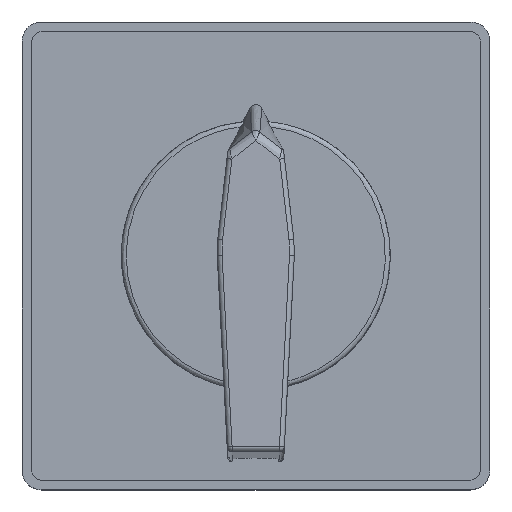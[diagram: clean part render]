
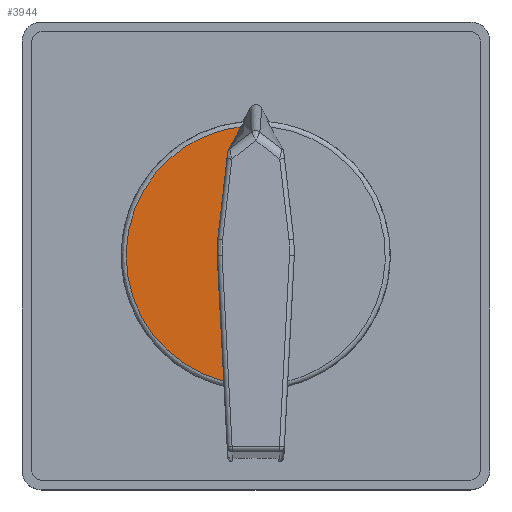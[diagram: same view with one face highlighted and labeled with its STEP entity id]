
A CAD part, top view. The second image highlights one B-rep face of the part: STEP entity #3944.
In plain terms, the highlighted planar face has unit normal (0, 0, 1).
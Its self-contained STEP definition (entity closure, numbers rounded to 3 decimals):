
#3602=CARTESIAN_POINT('',(22.883,13.512,106.841));
#3603=VERTEX_POINT('',#3602);
#3653=CARTESIAN_POINT('',(24.668,39.615,106.841));
#3654=VERTEX_POINT('',#3653);
#3655=CARTESIAN_POINT('',(22.883,13.512,106.841));
#3656=CARTESIAN_POINT('',(22.358,13.645,106.841));
#3657=CARTESIAN_POINT('',(21.813,13.818,106.841));
#3658=CARTESIAN_POINT('',(21.255,14.04,106.841));
#3659=CARTESIAN_POINT('',(20.698,14.262,106.841));
#3660=CARTESIAN_POINT('',(20.127,14.532,106.841));
#3661=CARTESIAN_POINT('',(19.554,14.861,106.841));
#3662=CARTESIAN_POINT('',(18.98,15.189,106.841));
#3663=CARTESIAN_POINT('',(18.404,15.577,106.841));
#3664=CARTESIAN_POINT('',(17.84,16.03,106.841));
#3665=CARTESIAN_POINT('',(17.276,16.483,106.841));
#3666=CARTESIAN_POINT('',(16.724,17.002,106.841));
#3667=CARTESIAN_POINT('',(16.204,17.589,106.841));
#3668=CARTESIAN_POINT('',(15.685,18.176,106.841));
#3669=CARTESIAN_POINT('',(15.198,18.832,106.841));
#3670=CARTESIAN_POINT('',(14.766,19.551,106.841));
#3671=CARTESIAN_POINT('',(14.334,20.271,106.841));
#3672=CARTESIAN_POINT('',(13.957,21.053,106.841));
#3673=CARTESIAN_POINT('',(13.658,21.884,106.841));
#3674=CARTESIAN_POINT('',(13.358,22.715,106.841));
#3675=CARTESIAN_POINT('',(13.135,23.594,106.841));
#3676=CARTESIAN_POINT('',(13.004,24.497,106.841));
#3677=CARTESIAN_POINT('',(12.874,25.401,106.841));
#3678=CARTESIAN_POINT('',(12.836,26.328,106.841));
#3679=CARTESIAN_POINT('',(12.895,27.25,106.841));
#3680=CARTESIAN_POINT('',(12.954,28.172,106.841));
#3681=CARTESIAN_POINT('',(13.11,29.087,106.841));
#3682=CARTESIAN_POINT('',(13.355,29.969,106.841));
#3683=CARTESIAN_POINT('',(13.601,30.85,106.841));
#3684=CARTESIAN_POINT('',(13.935,31.696,106.841));
#3685=CARTESIAN_POINT('',(14.341,32.485,106.841));
#3686=CARTESIAN_POINT('',(14.747,33.274,106.841));
#3687=CARTESIAN_POINT('',(15.224,34.005,106.841));
#3688=CARTESIAN_POINT('',(15.748,34.666,106.841));
#3689=CARTESIAN_POINT('',(16.273,35.327,106.841));
#3690=CARTESIAN_POINT('',(16.845,35.918,106.841));
#3691=CARTESIAN_POINT('',(17.441,36.437,106.841));
#3692=CARTESIAN_POINT('',(18.037,36.955,106.841));
#3693=CARTESIAN_POINT('',(18.657,37.401,106.841));
#3694=CARTESIAN_POINT('',(19.282,37.778,106.841));
#3695=CARTESIAN_POINT('',(19.906,38.156,106.841));
#3696=CARTESIAN_POINT('',(20.534,38.466,106.841));
#3697=CARTESIAN_POINT('',(21.152,38.718,106.841));
#3698=CARTESIAN_POINT('',(21.77,38.969,106.841));
#3699=CARTESIAN_POINT('',(22.378,39.163,106.841));
#3700=CARTESIAN_POINT('',(22.966,39.309,106.841));
#3701=CARTESIAN_POINT('',(23.555,39.454,106.841));
#3702=CARTESIAN_POINT('',(24.123,39.553,106.841));
#3703=CARTESIAN_POINT('',(24.668,39.615,106.841));
#3704=B_SPLINE_CURVE_WITH_KNOTS('',3,(#3655,#3656,#3657,#3658,#3659,#3660,#3661,#3662,#3663,#3664,#3665,#3666,#3667,#3668,#3669,#3670,#3671,#3672,#3673,#3674,#3675,#3676,#3677,#3678,#3679,#3680,
#3681,#3682,#3683,#3684,#3685,#3686,#3687,#3688,#3689,#3690,#3691,#3692,#3693,#3694,#3695,#3696,#3697,#3698,#3699,#3700,#3701,#3702,#3703),.UNSPECIFIED.,.F.,.F.,(4,3,3,3,3,3,3,3,3,3,3,3,3,3,3,3,4),(0.,0.174,0.347,0.521,0.695,0.868,1.042,1.216,1.39,1.563,1.737,1.911,2.084,2.258,2.432,2.605,2.779),.UNSPECIFIED.);
#3705=EDGE_CURVE('NONE',#3603,#3654,#3704,.T.);
#3893=CARTESIAN_POINT('',(18.768,26.563,106.841));
#3894=DIRECTION('',(-0.,0.,1.));
#3895=DIRECTION('',(-0.412,-0.911,0.));
#3896=AXIS2_PLACEMENT_3D('',#3893,#3894,#3895);
#3897=PLANE('',#3896);
#3898=CARTESIAN_POINT('',(22.263,28.03,106.841));
#3899=VERTEX_POINT('',#3898);
#3900=CARTESIAN_POINT('',(23.306,37.1,106.841));
#3901=VERTEX_POINT('',#3900);
#3902=CARTESIAN_POINT('',(22.263,28.03,106.841));
#3903=CARTESIAN_POINT('',(22.611,31.053,106.841));
#3904=CARTESIAN_POINT('',(22.958,34.077,106.841));
#3905=CARTESIAN_POINT('',(23.306,37.1,106.841));
#3906=B_SPLINE_CURVE_WITH_KNOTS('',3,(#3902,#3903,#3904,#3905),.UNSPECIFIED.,.F.,.F.,(4,4),(0.,1.),.UNSPECIFIED.);
#3907=EDGE_CURVE('NONE',#3899,#3901,#3906,.T.);
#3908=ORIENTED_EDGE('',*,*,#3907,.T.);
#3909=CARTESIAN_POINT('',(23.366,37.287,106.841));
#3910=VERTEX_POINT('',#3909);
#3911=CARTESIAN_POINT('',(23.366,37.287,106.841));
#3912=CARTESIAN_POINT('',(23.334,37.229,106.841));
#3913=CARTESIAN_POINT('',(23.314,37.165,106.841));
#3914=CARTESIAN_POINT('',(23.306,37.1,106.841));
#3915=B_SPLINE_CURVE_WITH_KNOTS('',3,(#3911,#3912,#3913,#3914),.UNSPECIFIED.,.F.,.F.,(4,4),(0.,1.),.UNSPECIFIED.);
#3916=EDGE_CURVE('NONE',#3910,#3901,#3915,.T.);
#3917=ORIENTED_EDGE('',*,*,#3916,.F.);
#3918=CARTESIAN_POINT('',(23.366,37.287,106.841));
#3919=CARTESIAN_POINT('',(23.8,38.063,106.841));
#3920=CARTESIAN_POINT('',(24.234,38.839,106.841));
#3921=CARTESIAN_POINT('',(24.668,39.615,106.841));
#3922=B_SPLINE_CURVE_WITH_KNOTS('',3,(#3918,#3919,#3920,#3921),.UNSPECIFIED.,.F.,.F.,(4,4),(0.,1.),.UNSPECIFIED.);
#3923=EDGE_CURVE('NONE',#3910,#3654,#3922,.T.);
#3924=ORIENTED_EDGE('',*,*,#3923,.T.);
#3925=ORIENTED_EDGE('',*,*,#3705,.F.);
#3926=CARTESIAN_POINT('',(22.211,26.365,106.841));
#3927=VERTEX_POINT('',#3926);
#3928=CARTESIAN_POINT('',(22.883,13.512,106.841));
#3929=CARTESIAN_POINT('',(22.659,17.796,106.841));
#3930=CARTESIAN_POINT('',(22.435,22.081,106.841));
#3931=CARTESIAN_POINT('',(22.211,26.365,106.841));
#3932=B_SPLINE_CURVE_WITH_KNOTS('',3,(#3928,#3929,#3930,#3931),.UNSPECIFIED.,.F.,.F.,(4,4),(0.,1.),.UNSPECIFIED.);
#3933=EDGE_CURVE('NONE',#3603,#3927,#3932,.T.);
#3934=ORIENTED_EDGE('',*,*,#3933,.T.);
#3935=CARTESIAN_POINT('',(22.211,26.365,106.841));
#3936=CARTESIAN_POINT('',(22.182,26.921,106.841));
#3937=CARTESIAN_POINT('',(22.199,27.476,106.841));
#3938=CARTESIAN_POINT('',(22.263,28.03,106.841));
#3939=B_SPLINE_CURVE_WITH_KNOTS('',3,(#3935,#3936,#3937,#3938),.UNSPECIFIED.,.F.,.F.,(4,4),(0.,0.167),.UNSPECIFIED.);
#3940=EDGE_CURVE('NONE',#3927,#3899,#3939,.T.);
#3941=ORIENTED_EDGE('',*,*,#3940,.T.);
#3942=EDGE_LOOP('',(#3908,#3917,#3924,#3925,#3934,#3941));
#3943=FACE_BOUND('',#3942,.T.);
#3944=ADVANCED_FACE('NONE',(#3943),#3897,.T.);
